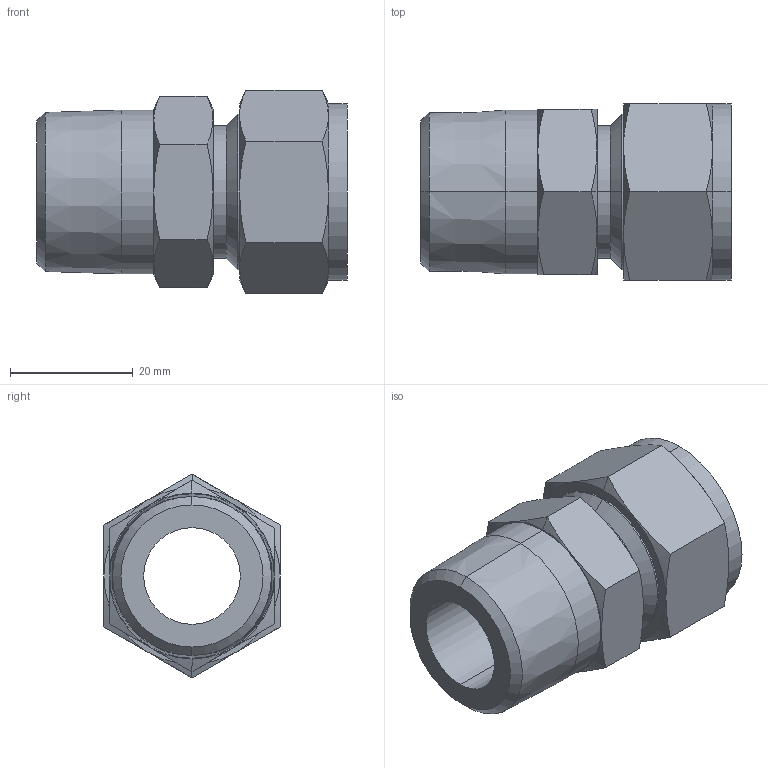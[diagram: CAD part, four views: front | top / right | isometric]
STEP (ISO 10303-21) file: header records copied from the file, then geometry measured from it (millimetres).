
FILE_DESCRIPTION (( 'STEP AP203' ), '1' );
FILE_NAME ('OEM-SS-1210-1-12RT_REV_PRODUCT_DEFINITION_FORMATION_ID.step', '2026-02-10T21:49:49', ( '' ), ( '' ), 'SwSTEP 2.0', 'SolidWorks 2025', '' );
FILE_SCHEMA (( 'CONFIG_CONTROL_DESIGN' ));
Length unit declared in the file: millimetre
Products named in the file (1): OEM-SS-1210-1-12RT_REV_PRODUCT_DEFINITION_FORMATION_ID
Bounding box: 50.55 x 28.7 x 33.14 mm (x, y, z)
Volume: 18340.4 mm3; surface area: 8531.2 mm2
Topology: 1 solids, 1 shells, 68 faces, 144 edges, 82 vertices
Faces by surface type: cone 38, plane 18, cylinder 12
Entity records: 1823 total; most frequent: CARTESIAN_POINT 391, DIRECTION 292, ORIENTED_EDGE 288, EDGE_CURVE 144, AXIS2_PLACEMENT_3D 127, VERTEX_POINT 82, EDGE_LOOP 74, ADVANCED_FACE 68
